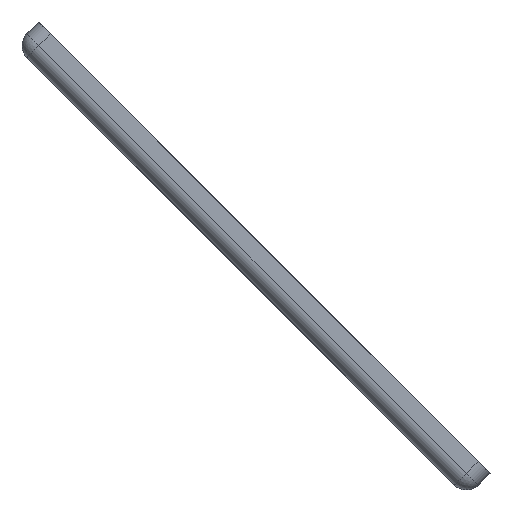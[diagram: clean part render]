
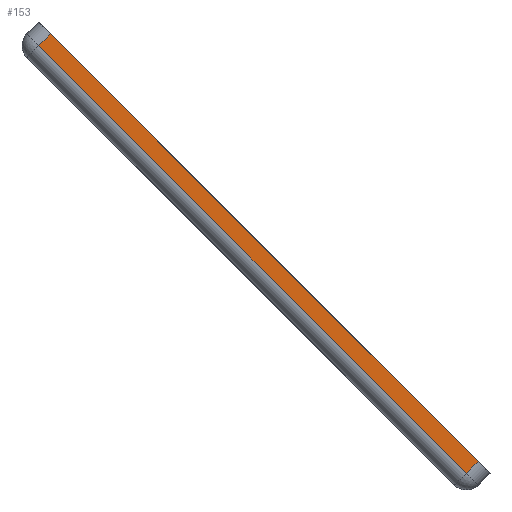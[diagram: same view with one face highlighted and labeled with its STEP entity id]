
A CAD part, left-side view. The second image highlights one B-rep face of the part: STEP entity #153.
In plain terms, the highlighted face is planar.
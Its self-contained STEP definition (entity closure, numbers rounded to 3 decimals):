
#5 = CARTESIAN_POINT ( 'NONE',  ( 18.05, 23., -38.54 ) ) ;
#42 = VECTOR ( 'NONE', #220, 1000. ) ;
#55 = VECTOR ( 'NONE', #468, 1000. ) ;
#58 = LINE ( 'NONE', #449, #341 ) ;
#66 = CARTESIAN_POINT ( 'NONE',  ( -19.05, 22., -38.54 ) ) ;
#72 = ORIENTED_EDGE ( 'NONE', *, *, #927, .F. ) ;
#78 = VERTEX_POINT ( 'NONE', #362 ) ;
#120 = EDGE_CURVE ( 'NONE', #318, #499, #812, .T. ) ;
#147 = PLANE ( 'NONE',  #794 ) ;
#153 = ADVANCED_FACE ( 'NONE', ( #757 ), #147, .F. ) ;
#168 = LINE ( 'NONE', #857, #55 ) ;
#186 = EDGE_CURVE ( 'NONE', #616, #318, #168, .T. ) ;
#213 = DIRECTION ( 'NONE',  ( 0., -1., 0. ) ) ;
#220 = DIRECTION ( 'NONE',  ( 1., 0., 0. ) ) ;
#230 = EDGE_LOOP ( 'NONE', ( #432, #972, #867, #72 ) ) ;
#272 = VECTOR ( 'NONE', #213, 1000. ) ;
#310 = CARTESIAN_POINT ( 'NONE',  ( -18.05, 23., -38.54 ) ) ;
#318 = VERTEX_POINT ( 'NONE', #5 ) ;
#341 = VECTOR ( 'NONE', #523, 1000. ) ;
#362 = CARTESIAN_POINT ( 'NONE',  ( -18.05, 22., -38.54 ) ) ;
#432 = ORIENTED_EDGE ( 'NONE', *, *, #971, .T. ) ;
#449 = CARTESIAN_POINT ( 'NONE',  ( -18.05, 22., -38.54 ) ) ;
#468 = DIRECTION ( 'NONE',  ( 1., 0., 0. ) ) ;
#499 = VERTEX_POINT ( 'NONE', #662 ) ;
#523 = DIRECTION ( 'NONE',  ( 0., 1., 0. ) ) ;
#616 = VERTEX_POINT ( 'NONE', #310 ) ;
#662 = CARTESIAN_POINT ( 'NONE',  ( 18.05, 22., -38.54 ) ) ;
#683 = DIRECTION ( 'NONE',  ( 0., 0., 1. ) ) ;
#757 = FACE_OUTER_BOUND ( 'NONE', #230, .T. ) ;
#794 = AXIS2_PLACEMENT_3D ( 'NONE', #66, #683, #979 ) ;
#804 = CARTESIAN_POINT ( 'NONE',  ( -19.05, 22., -38.54 ) ) ;
#809 = LINE ( 'NONE', #804, #42 ) ;
#812 = LINE ( 'NONE', #828, #272 ) ;
#828 = CARTESIAN_POINT ( 'NONE',  ( 18.05, 22., -38.54 ) ) ;
#857 = CARTESIAN_POINT ( 'NONE',  ( 18.05, 23., -38.54 ) ) ;
#867 = ORIENTED_EDGE ( 'NONE', *, *, #120, .T. ) ;
#927 = EDGE_CURVE ( 'NONE', #78, #499, #809, .T. ) ;
#971 = EDGE_CURVE ( 'NONE', #78, #616, #58, .T. ) ;
#972 = ORIENTED_EDGE ( 'NONE', *, *, #186, .T. ) ;
#979 = DIRECTION ( 'NONE',  ( 1., 0., 0. ) ) ;
